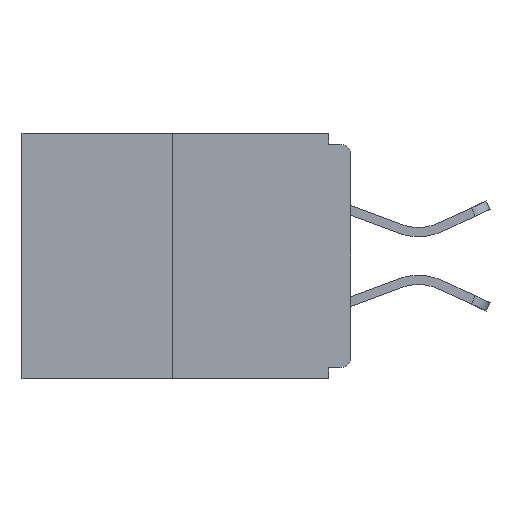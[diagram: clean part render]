
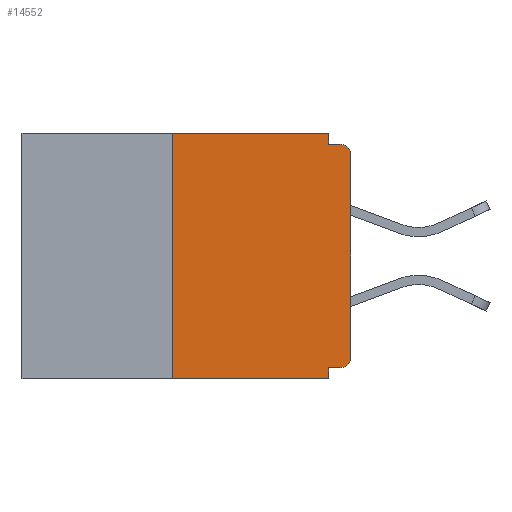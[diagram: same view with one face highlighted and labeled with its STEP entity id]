
A CAD part, left-side view. The second image highlights one B-rep face of the part: STEP entity #14552.
In plain terms, the highlighted planar face has unit normal (-1, 0, 0).
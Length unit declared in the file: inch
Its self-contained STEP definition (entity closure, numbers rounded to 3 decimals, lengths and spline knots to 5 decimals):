
#71 = EDGE_CURVE ( 'NONE', #22767, #20030, #18998, .T. ) ;
#141 = VERTEX_POINT ( 'NONE', #7695 ) ;
#288 = EDGE_CURVE ( 'NONE', #24913, #15980, #22112, .T. ) ;
#393 = ORIENTED_EDGE ( 'NONE', *, *, #24235, .T. ) ;
#403 = VERTEX_POINT ( 'NONE', #17367 ) ;
#982 = ORIENTED_EDGE ( 'NONE', *, *, #71, .F. ) ;
#1061 = DIRECTION ( 'NONE',  ( 0., 0., -1. ) ) ;
#1088 = CARTESIAN_POINT ( 'NONE',  ( 0., 0.015, -0.015 ) ) ;
#1099 = CARTESIAN_POINT ( 'NONE',  ( 0., 0.031, -0.343 ) ) ;
#2263 = LINE ( 'NONE', #3288, #20282 ) ;
#2545 = ORIENTED_EDGE ( 'NONE', *, *, #288, .F. ) ;
#2627 = EDGE_CURVE ( 'NONE', #403, #16296, #8838, .T. ) ;
#2646 = CARTESIAN_POINT ( 'NONE',  ( 0., 0.031, 0. ) ) ;
#2653 = CARTESIAN_POINT ( 'NONE',  ( 0., 0.031, -0.015 ) ) ;
#3159 = CARTESIAN_POINT ( 'NONE',  ( 0., 0.015, -0.328 ) ) ;
#3288 = CARTESIAN_POINT ( 'NONE',  ( 0., 0., 0. ) ) ;
#3483 = EDGE_CURVE ( 'NONE', #14683, #24913, #20971, .T. ) ;
#4265 = EDGE_CURVE ( 'NONE', #16296, #22767, #23710, .T. ) ;
#4757 = EDGE_CURVE ( 'NONE', #403, #15980, #17186, .T. ) ;
#5369 = DIRECTION ( 'NONE',  ( 0., 1., 0. ) ) ;
#5539 = DIRECTION ( 'NONE',  ( 0., -1., 0. ) ) ;
#6371 = VECTOR ( 'NONE', #14164, 39.37008 ) ;
#6402 = CARTESIAN_POINT ( 'NONE',  ( 0., 0.46, -0.343 ) ) ;
#6465 = CARTESIAN_POINT ( 'NONE',  ( 0., 0.031, -0.343 ) ) ;
#6617 = DIRECTION ( 'NONE',  ( 0., 0., -1. ) ) ;
#6645 = DIRECTION ( 'NONE',  ( 0., -1., 0. ) ) ;
#6679 = DIRECTION ( 'NONE',  ( -1., 0., 0. ) ) ;
#6838 = VECTOR ( 'NONE', #7052, 39.37008 ) ;
#7052 = DIRECTION ( 'NONE',  ( 0., 0., -1. ) ) ;
#7208 = LINE ( 'NONE', #9162, #24032 ) ;
#7240 = CARTESIAN_POINT ( 'NONE',  ( 0., 0.031, -0.328 ) ) ;
#7384 = ORIENTED_EDGE ( 'NONE', *, *, #19382, .F. ) ;
#7695 = CARTESIAN_POINT ( 'NONE',  ( 0., 0., -0.03 ) ) ;
#8667 = CARTESIAN_POINT ( 'NONE',  ( 0., 0.015, -0.313 ) ) ;
#8720 = ORIENTED_EDGE ( 'NONE', *, *, #10583, .T. ) ;
#8838 = LINE ( 'NONE', #20043, #6371 ) ;
#9162 = CARTESIAN_POINT ( 'NONE',  ( 0., 0., -0.015 ) ) ;
#9650 = ORIENTED_EDGE ( 'NONE', *, *, #4265, .F. ) ;
#9943 = AXIS2_PLACEMENT_3D ( 'NONE', #23181, #11227, #25155 ) ;
#10378 = VECTOR ( 'NONE', #5369, 39.37008 ) ;
#10583 = EDGE_CURVE ( 'NONE', #141, #19932, #20205, .T. ) ;
#11011 = VERTEX_POINT ( 'NONE', #14025 ) ;
#11227 = DIRECTION ( 'NONE',  ( -1., 0., 0. ) ) ;
#12355 = DIRECTION ( 'NONE',  ( 0., -1., 0. ) ) ;
#13216 = EDGE_CURVE ( 'NONE', #14683, #11011, #22575, .T. ) ;
#14025 = CARTESIAN_POINT ( 'NONE',  ( 0., 0., -0.313 ) ) ;
#14164 = DIRECTION ( 'NONE',  ( 0., 0., 1. ) ) ;
#14331 = FACE_OUTER_BOUND ( 'NONE', #18473, .T. ) ;
#14552 = ADVANCED_FACE ( 'NONE', ( #14331 ), #20547, .F. ) ;
#14683 = VERTEX_POINT ( 'NONE', #3159 ) ;
#15980 = VERTEX_POINT ( 'NONE', #6465 ) ;
#16137 = CARTESIAN_POINT ( 'NONE',  ( 0., 0.46, 0. ) ) ;
#16160 = CARTESIAN_POINT ( 'NONE',  ( 0., 0.25, 0. ) ) ;
#16296 = VERTEX_POINT ( 'NONE', #16160 ) ;
#17173 = ORIENTED_EDGE ( 'NONE', *, *, #3483, .F. ) ;
#17186 = LINE ( 'NONE', #6402, #24313 ) ;
#17367 = CARTESIAN_POINT ( 'NONE',  ( 0., 0.25, -0.343 ) ) ;
#18134 = VECTOR ( 'NONE', #12355, 39.37008 ) ;
#18313 = ORIENTED_EDGE ( 'NONE', *, *, #2627, .F. ) ;
#18473 = EDGE_LOOP ( 'NONE', ( #9650, #18313, #21923, #2545, #17173, #21358, #393, #8720, #7384, #982 ) ) ;
#18821 = DIRECTION ( 'NONE',  ( 0., 0., -1. ) ) ;
#18998 = LINE ( 'NONE', #2646, #23653 ) ;
#19382 = EDGE_CURVE ( 'NONE', #20030, #19932, #7208, .T. ) ;
#19932 = VERTEX_POINT ( 'NONE', #1088 ) ;
#20030 = VERTEX_POINT ( 'NONE', #2653 ) ;
#20043 = CARTESIAN_POINT ( 'NONE',  ( 0., 0.25, 0. ) ) ;
#20205 = CIRCLE ( 'NONE', #9943, 0.015 ) ;
#20282 = VECTOR ( 'NONE', #21365, 39.37008 ) ;
#20380 = CARTESIAN_POINT ( 'NONE',  ( 0., 0.46, 0. ) ) ;
#20547 = PLANE ( 'NONE',  #21526 ) ;
#20715 = DIRECTION ( 'NONE',  ( 1., 0., 0. ) ) ;
#20971 = LINE ( 'NONE', #25266, #10378 ) ;
#21358 = ORIENTED_EDGE ( 'NONE', *, *, #13216, .T. ) ;
#21365 = DIRECTION ( 'NONE',  ( 0., 0., 1. ) ) ;
#21526 = AXIS2_PLACEMENT_3D ( 'NONE', #16137, #20715, #18821 ) ;
#21923 = ORIENTED_EDGE ( 'NONE', *, *, #4757, .T. ) ;
#22112 = LINE ( 'NONE', #1099, #6838 ) ;
#22575 = CIRCLE ( 'NONE', #24347, 0.015 ) ;
#22767 = VERTEX_POINT ( 'NONE', #25379 ) ;
#23181 = CARTESIAN_POINT ( 'NONE',  ( 0., 0.015, -0.03 ) ) ;
#23653 = VECTOR ( 'NONE', #6617, 39.37008 ) ;
#23710 = LINE ( 'NONE', #20380, #18134 ) ;
#24032 = VECTOR ( 'NONE', #5539, 39.37008 ) ;
#24235 = EDGE_CURVE ( 'NONE', #11011, #141, #2263, .T. ) ;
#24313 = VECTOR ( 'NONE', #6645, 39.37008 ) ;
#24347 = AXIS2_PLACEMENT_3D ( 'NONE', #8667, #6679, #1061 ) ;
#24913 = VERTEX_POINT ( 'NONE', #7240 ) ;
#25155 = DIRECTION ( 'NONE',  ( 0., 0., -1. ) ) ;
#25266 = CARTESIAN_POINT ( 'NONE',  ( 0., 0., -0.328 ) ) ;
#25379 = CARTESIAN_POINT ( 'NONE',  ( 0., 0.031, 0. ) ) ;
